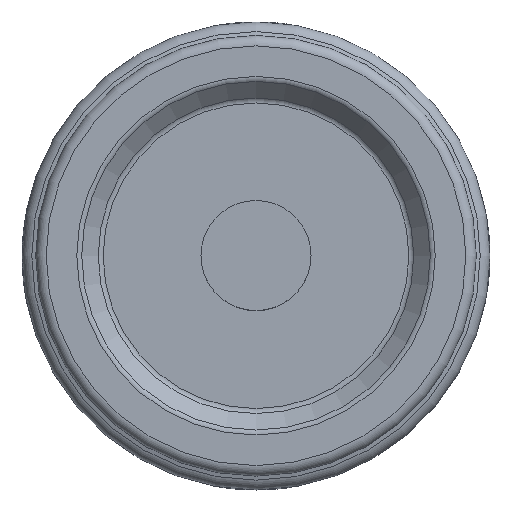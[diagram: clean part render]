
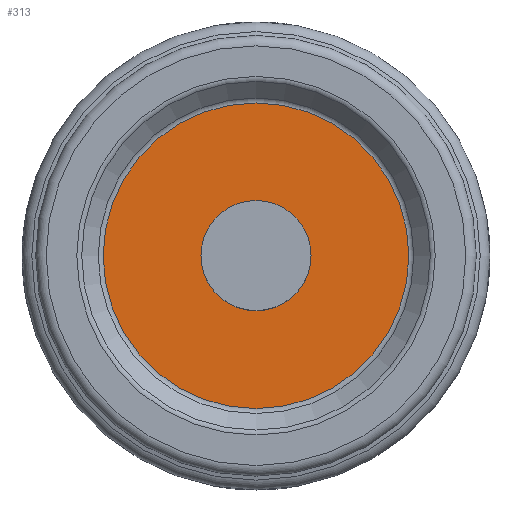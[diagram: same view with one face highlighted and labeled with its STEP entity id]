
A CAD part, top view. The second image highlights one B-rep face of the part: STEP entity #313.
In plain terms, the highlighted planar face has unit normal (0, 0, 1).
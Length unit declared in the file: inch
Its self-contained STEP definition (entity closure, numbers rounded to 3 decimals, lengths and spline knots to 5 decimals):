
#19=PLANE('',#358);
#28=FACE_BOUND('',#107,.T.);
#81=FACE_OUTER_BOUND('',#106,.T.);
#106=EDGE_LOOP('',(#265));
#107=EDGE_LOOP('',(#266));
#129=CIRCLE('',#357,0.2185);
#130=CIRCLE('',#359,0.07874);
#158=VERTEX_POINT('',#769);
#159=VERTEX_POINT('',#773);
#195=EDGE_CURVE('',#158,#158,#129,.T.);
#196=EDGE_CURVE('',#159,#159,#130,.T.);
#265=ORIENTED_EDGE('',*,*,#195,.T.);
#266=ORIENTED_EDGE('',*,*,#196,.F.);
#313=ADVANCED_FACE('',(#81,#28),#19,.T.);
#357=AXIS2_PLACEMENT_3D('',#771,#426,#427);
#358=AXIS2_PLACEMENT_3D('',#772,#428,#429);
#359=AXIS2_PLACEMENT_3D('',#774,#430,#431);
#426=DIRECTION('center_axis',(0.,0.,1.));
#427=DIRECTION('ref_axis',(1.,0.,0.));
#428=DIRECTION('center_axis',(0.,0.,1.));
#429=DIRECTION('ref_axis',(1.,0.,0.));
#430=DIRECTION('center_axis',(0.,0.,1.));
#431=DIRECTION('ref_axis',(1.,0.,0.));
#769=CARTESIAN_POINT('',(-0.2185,0.,0.19281));
#771=CARTESIAN_POINT('Origin',(0.,0.,0.19281));
#772=CARTESIAN_POINT('Origin',(0.07874,0.,0.19281));
#773=CARTESIAN_POINT('',(-0.07874,0.,0.19281));
#774=CARTESIAN_POINT('Origin',(0.,0.,0.19281));
